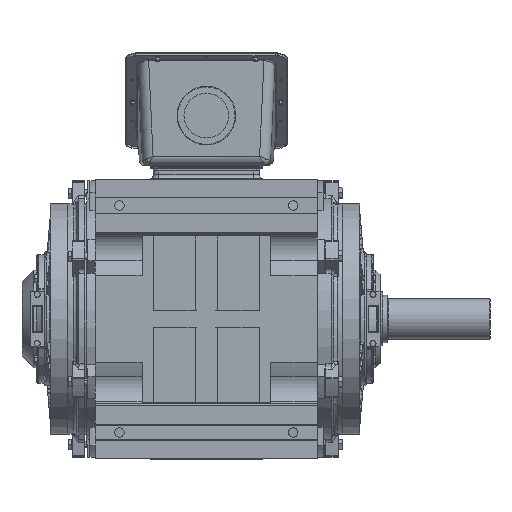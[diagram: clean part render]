
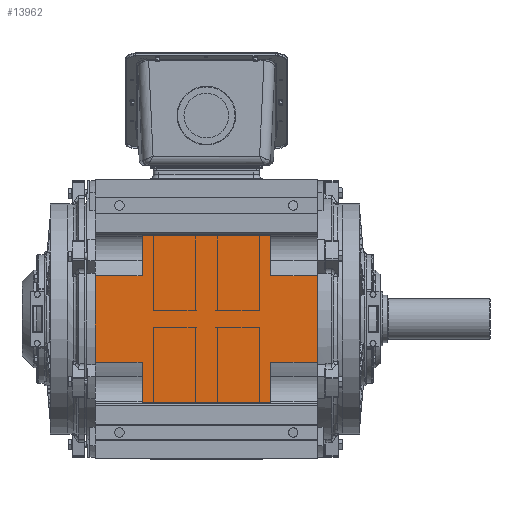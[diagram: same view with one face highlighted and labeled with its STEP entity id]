
A CAD part, front view. The second image highlights one B-rep face of the part: STEP entity #13962.
In plain terms, the highlighted planar face has unit normal (0, -1, 0).
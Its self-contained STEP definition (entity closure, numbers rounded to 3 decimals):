
#168 = CARTESIAN_POINT ( 'NONE',  ( 115., -235., 150. ) ) ;
#1280 = DIRECTION ( 'NONE',  ( -1., 0., 0. ) ) ;
#1504 = LINE ( 'NONE', #69847, #135021 ) ;
#1869 = LINE ( 'NONE', #67726, #33149 ) ;
#5038 = VERTEX_POINT ( 'NONE', #74881 ) ;
#5103 = CARTESIAN_POINT ( 'NONE',  ( -115., -235., -150. ) ) ;
#5457 = EDGE_CURVE ( 'NONE', #113213, #5038, #61258, .T. ) ;
#5726 = EDGE_CURVE ( 'NONE', #37171, #126042, #99305, .T. ) ;
#11110 = VECTOR ( 'NONE', #152733, 1000. ) ;
#11184 = CARTESIAN_POINT ( 'NONE',  ( -199., -235., 0. ) ) ;
#13759 = EDGE_CURVE ( 'NONE', #37171, #30882, #1504, .T. ) ;
#13962 = ADVANCED_FACE ( 'NONE', ( #86984 ), #155475, .F. ) ;
#16091 = ORIENTED_EDGE ( 'NONE', *, *, #73012, .T. ) ;
#19280 = VERTEX_POINT ( 'NONE', #85225 ) ;
#22392 = EDGE_CURVE ( 'NONE', #139617, #30882, #52666, .T. ) ;
#22900 = CARTESIAN_POINT ( 'NONE',  ( 115., -235., -150. ) ) ;
#23968 = CARTESIAN_POINT ( 'NONE',  ( 115., -235., 77.661 ) ) ;
#25416 = ORIENTED_EDGE ( 'NONE', *, *, #64835, .F. ) ;
#27382 = DIRECTION ( 'NONE',  ( 0., 0., -1. ) ) ;
#28329 = ORIENTED_EDGE ( 'NONE', *, *, #158789, .F. ) ;
#30882 = VERTEX_POINT ( 'NONE', #97392 ) ;
#31594 = ORIENTED_EDGE ( 'NONE', *, *, #57668, .F. ) ;
#32612 = CARTESIAN_POINT ( 'NONE',  ( 115., -235., -77.661 ) ) ;
#33149 = VECTOR ( 'NONE', #1280, 1000. ) ;
#37171 = VERTEX_POINT ( 'NONE', #84624 ) ;
#42363 = LINE ( 'NONE', #139308, #11110 ) ;
#46356 = ORIENTED_EDGE ( 'NONE', *, *, #13759, .T. ) ;
#46360 = CARTESIAN_POINT ( 'NONE',  ( 199., -235., -77.661 ) ) ;
#47260 = LINE ( 'NONE', #11184, #51477 ) ;
#48794 = CARTESIAN_POINT ( 'NONE',  ( -200., -235., 80. ) ) ;
#51477 = VECTOR ( 'NONE', #91064, 1000. ) ;
#52666 = LINE ( 'NONE', #55743, #154862 ) ;
#52687 = CARTESIAN_POINT ( 'NONE',  ( -115., -235., 77.661 ) ) ;
#53605 = CARTESIAN_POINT ( 'NONE',  ( 115., -235., 77.661 ) ) ;
#55743 = CARTESIAN_POINT ( 'NONE',  ( 199., -235., 77.661 ) ) ;
#57668 = EDGE_CURVE ( 'NONE', #162466, #106480, #1869, .T. ) ;
#57924 = CARTESIAN_POINT ( 'NONE',  ( -115., -235., -150. ) ) ;
#58355 = CARTESIAN_POINT ( 'NONE',  ( 115., -235., 150. ) ) ;
#59034 = ORIENTED_EDGE ( 'NONE', *, *, #22392, .F. ) ;
#59379 = VECTOR ( 'NONE', #71543, 1000. ) ;
#61258 = LINE ( 'NONE', #58355, #128066 ) ;
#63829 = VECTOR ( 'NONE', #64130, 1000. ) ;
#64130 = DIRECTION ( 'NONE',  ( -1., 0., 0. ) ) ;
#64835 = EDGE_CURVE ( 'NONE', #113880, #170918, #156676, .T. ) ;
#67726 = CARTESIAN_POINT ( 'NONE',  ( 115., -235., -150. ) ) ;
#69847 = CARTESIAN_POINT ( 'NONE',  ( 199., -235., 0. ) ) ;
#71543 = DIRECTION ( 'NONE',  ( 0., 0., -1. ) ) ;
#71783 = DIRECTION ( 'NONE',  ( -1., 0., 0. ) ) ;
#73012 = EDGE_CURVE ( 'NONE', #5038, #19280, #124513, .T. ) ;
#74881 = CARTESIAN_POINT ( 'NONE',  ( -115., -235., 150. ) ) ;
#77796 = ORIENTED_EDGE ( 'NONE', *, *, #5457, .T. ) ;
#84624 = CARTESIAN_POINT ( 'NONE',  ( 199., -235., -77.661 ) ) ;
#84916 = VECTOR ( 'NONE', #106920, 1000. ) ;
#85225 = CARTESIAN_POINT ( 'NONE',  ( -115., -235., 77.661 ) ) ;
#86984 = FACE_OUTER_BOUND ( 'NONE', #158241, .T. ) ;
#89044 = DIRECTION ( 'NONE',  ( 1., 0., 0. ) ) ;
#90732 = CARTESIAN_POINT ( 'NONE',  ( 199., -235., 77.661 ) ) ;
#91064 = DIRECTION ( 'NONE',  ( 0., 0., 1. ) ) ;
#93046 = LINE ( 'NONE', #53605, #163936 ) ;
#93982 = AXIS2_PLACEMENT_3D ( 'NONE', #48794, #168926, #89044 ) ;
#96073 = VECTOR ( 'NONE', #170615, 1000. ) ;
#97392 = CARTESIAN_POINT ( 'NONE',  ( 199., -235., 77.661 ) ) ;
#99305 = LINE ( 'NONE', #117201, #63829 ) ;
#100424 = ORIENTED_EDGE ( 'NONE', *, *, #119400, .F. ) ;
#106480 = VERTEX_POINT ( 'NONE', #57924 ) ;
#106920 = DIRECTION ( 'NONE',  ( 0., 0., -1. ) ) ;
#108926 = EDGE_CURVE ( 'NONE', #113880, #106480, #130395, .T. ) ;
#113213 = VERTEX_POINT ( 'NONE', #168 ) ;
#113880 = VERTEX_POINT ( 'NONE', #167723 ) ;
#115777 = CARTESIAN_POINT ( 'NONE',  ( -199., -235., 77.661 ) ) ;
#117201 = CARTESIAN_POINT ( 'NONE',  ( 199., -235., -77.661 ) ) ;
#119400 = EDGE_CURVE ( 'NONE', #113213, #139617, #93046, .T. ) ;
#120071 = ORIENTED_EDGE ( 'NONE', *, *, #5726, .F. ) ;
#121213 = VECTOR ( 'NONE', #125708, 1000. ) ;
#122754 = DIRECTION ( 'NONE',  ( 1., 0., 0. ) ) ;
#124513 = LINE ( 'NONE', #52687, #84916 ) ;
#125708 = DIRECTION ( 'NONE',  ( -1., 0., 0. ) ) ;
#126042 = VERTEX_POINT ( 'NONE', #32612 ) ;
#128066 = VECTOR ( 'NONE', #71783, 1000. ) ;
#130395 = LINE ( 'NONE', #5103, #59379 ) ;
#135021 = VECTOR ( 'NONE', #136320, 1000. ) ;
#136320 = DIRECTION ( 'NONE',  ( 0., 0., 1. ) ) ;
#138184 = EDGE_CURVE ( 'NONE', #170918, #150195, #47260, .T. ) ;
#139308 = CARTESIAN_POINT ( 'NONE',  ( 115., -235., -150. ) ) ;
#139617 = VERTEX_POINT ( 'NONE', #23968 ) ;
#147259 = ORIENTED_EDGE ( 'NONE', *, *, #138184, .F. ) ;
#150195 = VERTEX_POINT ( 'NONE', #115777 ) ;
#152733 = DIRECTION ( 'NONE',  ( 0., 0., -1. ) ) ;
#153651 = ORIENTED_EDGE ( 'NONE', *, *, #108926, .T. ) ;
#154431 = ORIENTED_EDGE ( 'NONE', *, *, #173064, .F. ) ;
#154862 = VECTOR ( 'NONE', #122754, 1000. ) ;
#155475 = PLANE ( 'NONE',  #93982 ) ;
#156676 = LINE ( 'NONE', #46360, #121213 ) ;
#158241 = EDGE_LOOP ( 'NONE', ( #46356, #59034, #100424, #77796, #16091, #154431, #147259, #25416, #153651, #31594, #28329, #120071 ) ) ;
#158789 = EDGE_CURVE ( 'NONE', #126042, #162466, #42363, .T. ) ;
#162466 = VERTEX_POINT ( 'NONE', #22900 ) ;
#163936 = VECTOR ( 'NONE', #27382, 1000. ) ;
#167009 = LINE ( 'NONE', #90732, #96073 ) ;
#167723 = CARTESIAN_POINT ( 'NONE',  ( -115., -235., -77.661 ) ) ;
#168926 = DIRECTION ( 'NONE',  ( 0., 1., 0. ) ) ;
#170615 = DIRECTION ( 'NONE',  ( 1., 0., 0. ) ) ;
#170918 = VERTEX_POINT ( 'NONE', #172198 ) ;
#172198 = CARTESIAN_POINT ( 'NONE',  ( -199., -235., -77.661 ) ) ;
#173064 = EDGE_CURVE ( 'NONE', #150195, #19280, #167009, .T. ) ;
